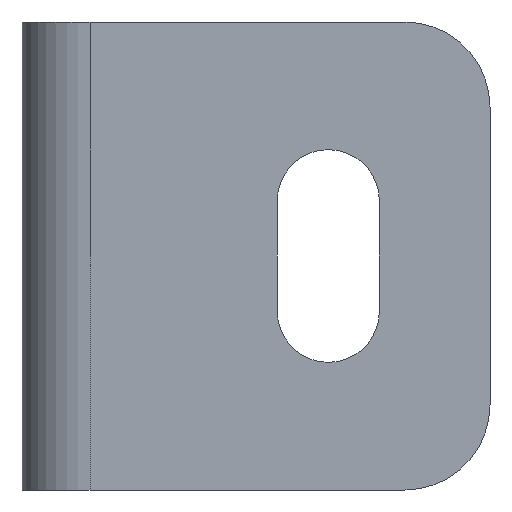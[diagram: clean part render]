
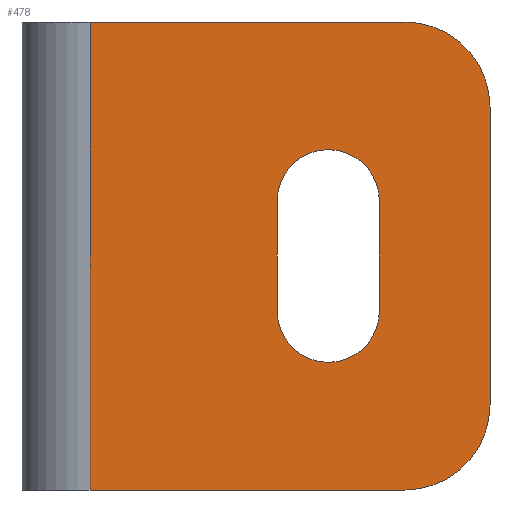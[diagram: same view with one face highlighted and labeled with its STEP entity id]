
A CAD part, front view. The second image highlights one B-rep face of the part: STEP entity #478.
In plain terms, the highlighted planar face has unit normal (0, -1, 0).
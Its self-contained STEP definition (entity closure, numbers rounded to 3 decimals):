
#5 = DIRECTION ( 'NONE',  ( 1., 0., 0. ) ) ;
#7 = DIRECTION ( 'NONE',  ( 0., 1., 0. ) ) ;
#8 = CARTESIAN_POINT ( 'NONE',  ( 36., 0., 6.5 ) ) ;
#36 = VERTEX_POINT ( 'NONE', #499 ) ;
#54 = DIRECTION ( 'NONE',  ( 0., 0., -1. ) ) ;
#58 = LINE ( 'NONE', #173, #591 ) ;
#70 = CARTESIAN_POINT ( 'NONE',  ( 55., 0., 27.5 ) ) ;
#77 = DIRECTION ( 'NONE',  ( 1., 0., 0. ) ) ;
#78 = DIRECTION ( 'NONE',  ( 0., -1., 0. ) ) ;
#80 = CARTESIAN_POINT ( 'NONE',  ( 45., 0., 17.5 ) ) ;
#94 = EDGE_CURVE ( 'NONE', #446, #389, #384, .T. ) ;
#100 = VERTEX_POINT ( 'NONE', #560 ) ;
#117 = VECTOR ( 'NONE', #54, 1000. ) ;
#121 = DIRECTION ( 'NONE',  ( 1., 0., 0. ) ) ;
#122 = DIRECTION ( 'NONE',  ( 0., -1., 0. ) ) ;
#125 = CARTESIAN_POINT ( 'NONE',  ( 55., 0., 27.5 ) ) ;
#128 = VECTOR ( 'NONE', #771, 1000. ) ;
#129 = VERTEX_POINT ( 'NONE', #527 ) ;
#130 = PLANE ( 'NONE',  #416 ) ;
#141 = ORIENTED_EDGE ( 'NONE', *, *, #457, .T. ) ;
#169 = CARTESIAN_POINT ( 'NONE',  ( 42., 0., 6.5 ) ) ;
#173 = CARTESIAN_POINT ( 'NONE',  ( 55., 0., 27.5 ) ) ;
#186 = DIRECTION ( 'NONE',  ( -1., 0., 0. ) ) ;
#193 = ORIENTED_EDGE ( 'NONE', *, *, #512, .T. ) ;
#194 = CARTESIAN_POINT ( 'NONE',  ( 45., 0., -27.5 ) ) ;
#195 = AXIS2_PLACEMENT_3D ( 'NONE', #80, #78, #77 ) ;
#197 = CARTESIAN_POINT ( 'NONE',  ( 30., 0., 6.5 ) ) ;
#217 = DIRECTION ( 'NONE',  ( -1., 0., 0. ) ) ;
#220 = DIRECTION ( 'NONE',  ( 0., 1., 0. ) ) ;
#221 = CARTESIAN_POINT ( 'NONE',  ( 36., 0., -6.5 ) ) ;
#233 = FACE_BOUND ( 'NONE', #680, .T. ) ;
#276 = VERTEX_POINT ( 'NONE', #333 ) ;
#277 = CARTESIAN_POINT ( 'NONE',  ( 42., 0., -6.5 ) ) ;
#281 = DIRECTION ( 'NONE',  ( -1., 0., 0. ) ) ;
#291 = CARTESIAN_POINT ( 'NONE',  ( 55., 0., -27.5 ) ) ;
#300 = DIRECTION ( 'NONE',  ( 0., 0., -1. ) ) ;
#301 = CIRCLE ( 'NONE', #314, 6. ) ;
#310 = CARTESIAN_POINT ( 'NONE',  ( 8., 0., 27.5 ) ) ;
#311 = CARTESIAN_POINT ( 'NONE',  ( 8., 0., 27.5 ) ) ;
#313 = ORIENTED_EDGE ( 'NONE', *, *, #907, .T. ) ;
#314 = AXIS2_PLACEMENT_3D ( 'NONE', #221, #220, #217 ) ;
#326 = VERTEX_POINT ( 'NONE', #311 ) ;
#333 = CARTESIAN_POINT ( 'NONE',  ( 55., 0., 17.5 ) ) ;
#350 = EDGE_CURVE ( 'NONE', #326, #764, #765, .T. ) ;
#352 = ORIENTED_EDGE ( 'NONE', *, *, #539, .F. ) ;
#372 = EDGE_CURVE ( 'NONE', #428, #764, #570, .T. ) ;
#384 = LINE ( 'NONE', #548, #877 ) ;
#389 = VERTEX_POINT ( 'NONE', #277 ) ;
#407 = EDGE_CURVE ( 'NONE', #389, #100, #301, .T. ) ;
#416 = AXIS2_PLACEMENT_3D ( 'NONE', #125, #122, #121 ) ;
#425 = FACE_OUTER_BOUND ( 'NONE', #699, .T. ) ;
#427 = VERTEX_POINT ( 'NONE', #197 ) ;
#428 = VERTEX_POINT ( 'NONE', #194 ) ;
#446 = VERTEX_POINT ( 'NONE', #169 ) ;
#455 = LINE ( 'NONE', #70, #117 ) ;
#457 = EDGE_CURVE ( 'NONE', #36, #326, #58, .T. ) ;
#478 = ADVANCED_FACE ( 'NONE', ( #233, #425 ), #130, .T. ) ;
#488 = CIRCLE ( 'NONE', #572, 10. ) ;
#489 = ORIENTED_EDGE ( 'NONE', *, *, #576, .T. ) ;
#499 = CARTESIAN_POINT ( 'NONE',  ( 45., 0., 27.5 ) ) ;
#512 = EDGE_CURVE ( 'NONE', #276, #36, #786, .T. ) ;
#513 = DIRECTION ( 'NONE',  ( 0., 0., -1. ) ) ;
#527 = CARTESIAN_POINT ( 'NONE',  ( 55., 0., -17.5 ) ) ;
#536 = ORIENTED_EDGE ( 'NONE', *, *, #372, .F. ) ;
#539 = EDGE_CURVE ( 'NONE', #276, #129, #455, .T. ) ;
#548 = CARTESIAN_POINT ( 'NONE',  ( 42., 0., 6.5 ) ) ;
#560 = CARTESIAN_POINT ( 'NONE',  ( 30., 0., -6.5 ) ) ;
#570 = LINE ( 'NONE', #291, #852 ) ;
#572 = AXIS2_PLACEMENT_3D ( 'NONE', #791, #787, #785 ) ;
#576 = EDGE_CURVE ( 'NONE', #427, #446, #769, .T. ) ;
#580 = VECTOR ( 'NONE', #300, 1000. ) ;
#591 = VECTOR ( 'NONE', #186, 1000. ) ;
#600 = LINE ( 'NONE', #802, #128 ) ;
#655 = ORIENTED_EDGE ( 'NONE', *, *, #407, .T. ) ;
#680 = EDGE_LOOP ( 'NONE', ( #489, #914, #655, #313 ) ) ;
#692 = ORIENTED_EDGE ( 'NONE', *, *, #350, .T. ) ;
#699 = EDGE_LOOP ( 'NONE', ( #352, #193, #141, #692, #536, #768 ) ) ;
#751 = AXIS2_PLACEMENT_3D ( 'NONE', #8, #7, #5 ) ;
#764 = VERTEX_POINT ( 'NONE', #889 ) ;
#765 = LINE ( 'NONE', #310, #580 ) ;
#768 = ORIENTED_EDGE ( 'NONE', *, *, #882, .T. ) ;
#769 = CIRCLE ( 'NONE', #751, 6. ) ;
#771 = DIRECTION ( 'NONE',  ( 0., 0., 1. ) ) ;
#785 = DIRECTION ( 'NONE',  ( 1., 0., 0. ) ) ;
#786 = CIRCLE ( 'NONE', #195, 10. ) ;
#787 = DIRECTION ( 'NONE',  ( 0., -1., 0. ) ) ;
#791 = CARTESIAN_POINT ( 'NONE',  ( 45., 0., -17.5 ) ) ;
#802 = CARTESIAN_POINT ( 'NONE',  ( 30., 0., 6.5 ) ) ;
#852 = VECTOR ( 'NONE', #281, 1000. ) ;
#877 = VECTOR ( 'NONE', #513, 1000. ) ;
#882 = EDGE_CURVE ( 'NONE', #428, #129, #488, .T. ) ;
#889 = CARTESIAN_POINT ( 'NONE',  ( 8., 0., -27.5 ) ) ;
#907 = EDGE_CURVE ( 'NONE', #100, #427, #600, .T. ) ;
#914 = ORIENTED_EDGE ( 'NONE', *, *, #94, .T. ) ;
